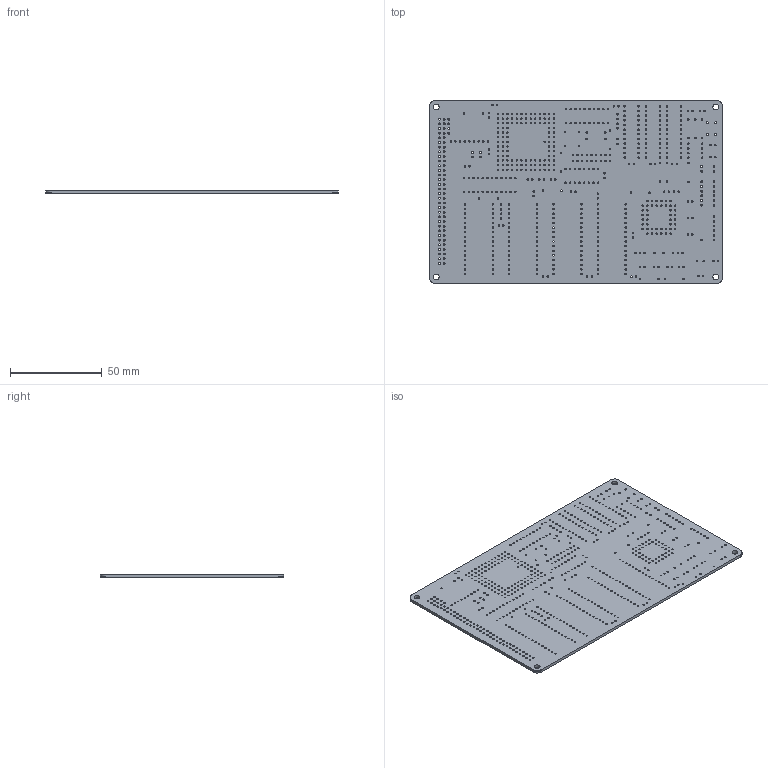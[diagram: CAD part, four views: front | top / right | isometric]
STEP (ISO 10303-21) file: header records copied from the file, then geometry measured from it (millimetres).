
FILE_DESCRIPTION(('KiCad electronic assembly'),'2;1');
FILE_NAME('rosco_m68k-r2020.STEP','2024-03-03T08:57:05',('Pcbnew'),( 'Kicad'),'Open CASCADE STEP processor 7.7','KiCad to STEP converter' ,'Unknown');
FILE_SCHEMA(('AUTOMOTIVE_DESIGN { 1 0 10303 214 1 1 1 1 }'));
Length unit declared in the file: millimetre
Products named in the file (2): rosco_m68k-r2020 1; rosco_m68k PCB
Assembly tree (1 placements, depth 2):
  rosco_m68k-r2020 1
    rosco_m68k PCB
Bounding box: 160 x 100 x 1.6 mm (x, y, z)
Volume: 24960 mm3; surface area: 34873.9 mm2
Topology: 1 solids, 1 shells, 744 faces, 2226 edges, 1484 vertices
Faces by surface type: cylinder 682, plane 62
Full cylindrical faces by diameter (mm): 0.7 x114, 0.8 x325, 0.813 x134, 1 x73, 1.016 x32, 3.2 x4
Entity records: 61679 total; most frequent: CARTESIAN_POINT 17092, DIRECTION 8170, ORIENTED_EDGE 4452, PCURVE 4452, DEFINITIONAL_REPRESENTATION 4452, LINE 3950, VECTOR 3950, EDGE_CURVE 2226
